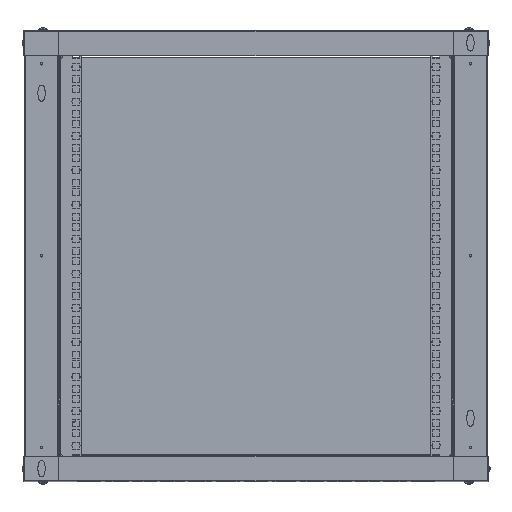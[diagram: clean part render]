
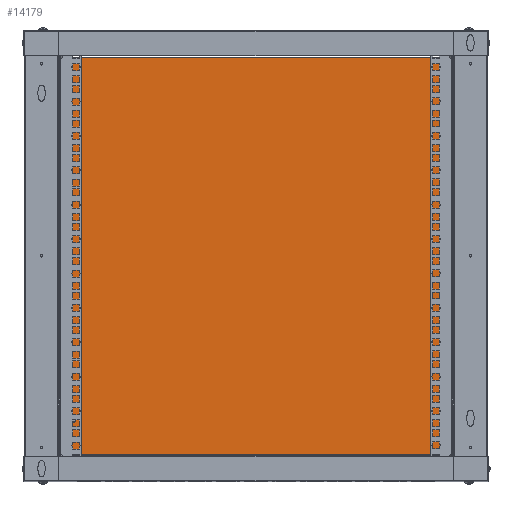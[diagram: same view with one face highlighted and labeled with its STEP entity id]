
A CAD part, top view. The second image highlights one B-rep face of the part: STEP entity #14179.
In plain terms, the highlighted face is planar.
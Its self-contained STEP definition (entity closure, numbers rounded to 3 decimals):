
#77 = DIRECTION ( 'NONE',  ( 0., 0., -1. ) ) ;
#188 = ORIENTED_EDGE ( 'NONE', *, *, #1909, .T. ) ;
#1275 = VECTOR ( 'NONE', #51000, 1000. ) ;
#1476 = VERTEX_POINT ( 'NONE', #44696 ) ;
#1550 = LINE ( 'NONE', #55904, #52373 ) ;
#1909 = EDGE_CURVE ( 'NONE', #49544, #1476, #16791, .T. ) ;
#2689 = VECTOR ( 'NONE', #17227, 1000. ) ;
#4153 = DIRECTION ( 'NONE',  ( 1., 0., 0. ) ) ;
#4466 = EDGE_LOOP ( 'NONE', ( #44248, #5776, #8792, #188, #56448, #32058, #40198, #13988, #26509, #49705, #28044, #24767 ) ) ;
#5141 = VERTEX_POINT ( 'NONE', #53149 ) ;
#5337 = VECTOR ( 'NONE', #36390, 1000. ) ;
#5578 = VECTOR ( 'NONE', #29059, 1000. ) ;
#5643 = DIRECTION ( 'NONE',  ( 0., 1., 0. ) ) ;
#5776 = ORIENTED_EDGE ( 'NONE', *, *, #24765, .T. ) ;
#6790 = EDGE_CURVE ( 'NONE', #53225, #15066, #49009, .T. ) ;
#7510 = LINE ( 'NONE', #43115, #35870 ) ;
#8752 = DIRECTION ( 'NONE',  ( 1., 0., 0. ) ) ;
#8792 = ORIENTED_EDGE ( 'NONE', *, *, #51942, .T. ) ;
#9269 = VECTOR ( 'NONE', #29921, 1000. ) ;
#9718 = AXIS2_PLACEMENT_3D ( 'NONE', #43678, #39100, #30158 ) ;
#11163 = VERTEX_POINT ( 'NONE', #28623 ) ;
#11476 = DIRECTION ( 'NONE',  ( 0., 0., -1. ) ) ;
#11639 = EDGE_LOOP ( 'NONE', ( #49899, #22677 ) ) ;
#11789 = CARTESIAN_POINT ( 'NONE',  ( -236.5, 1., 214.5 ) ) ;
#11790 = VERTEX_POINT ( 'NONE', #39658 ) ;
#11838 = VERTEX_POINT ( 'NONE', #30716 ) ;
#13653 = VERTEX_POINT ( 'NONE', #48367 ) ;
#13988 = ORIENTED_EDGE ( 'NONE', *, *, #36451, .T. ) ;
#14179 = ADVANCED_FACE ( 'NONE', ( #28223, #50598, #26715 ), #53725, .F. ) ;
#14599 = EDGE_CURVE ( 'NONE', #11838, #21773, #28945, .T. ) ;
#14666 = VECTOR ( 'NONE', #18743, 1000. ) ;
#15066 = VERTEX_POINT ( 'NONE', #45247 ) ;
#15358 = EDGE_CURVE ( 'NONE', #18136, #61854, #51941, .T. ) ;
#15514 = CARTESIAN_POINT ( 'NONE',  ( -285.5, 1., -231.5 ) ) ;
#15662 = CARTESIAN_POINT ( 'NONE',  ( -295.5, 1., -231.5 ) ) ;
#16120 = AXIS2_PLACEMENT_3D ( 'NONE', #22198, #50994, #51204 ) ;
#16429 = DIRECTION ( 'NONE',  ( 0., 0., -1. ) ) ;
#16640 = CARTESIAN_POINT ( 'NONE',  ( 252.5, 1., 0. ) ) ;
#16791 = LINE ( 'NONE', #38009, #5578 ) ;
#16880 = CIRCLE ( 'NONE', #36809, 9.5 ) ;
#17227 = DIRECTION ( 'NONE',  ( 0., 0., 1. ) ) ;
#18136 = VERTEX_POINT ( 'NONE', #48779 ) ;
#18743 = DIRECTION ( 'NONE',  ( 0., 0., -1. ) ) ;
#19215 = VERTEX_POINT ( 'NONE', #23425 ) ;
#19519 = LINE ( 'NONE', #37227, #5337 ) ;
#20664 = EDGE_CURVE ( 'NONE', #32658, #11163, #30904, .T. ) ;
#20717 = CIRCLE ( 'NONE', #24591, 3. ) ;
#21773 = VERTEX_POINT ( 'NONE', #49280 ) ;
#22198 = CARTESIAN_POINT ( 'NONE',  ( 252.5, 1., 0. ) ) ;
#22590 = ORIENTED_EDGE ( 'NONE', *, *, #28916, .T. ) ;
#22677 = ORIENTED_EDGE ( 'NONE', *, *, #6790, .F. ) ;
#23180 = ORIENTED_EDGE ( 'NONE', *, *, #14599, .T. ) ;
#23240 = VECTOR ( 'NONE', #11476, 1000. ) ;
#23425 = CARTESIAN_POINT ( 'NONE',  ( -296.5, 1., 256.5 ) ) ;
#24032 = VERTEX_POINT ( 'NONE', #44028 ) ;
#24591 = AXIS2_PLACEMENT_3D ( 'NONE', #43568, #5643, #43775 ) ;
#24765 = EDGE_CURVE ( 'NONE', #61854, #13653, #39361, .T. ) ;
#24767 = ORIENTED_EDGE ( 'NONE', *, *, #33062, .F. ) ;
#26000 = VECTOR ( 'NONE', #27451, 1000. ) ;
#26012 = DIRECTION ( 'NONE',  ( 0., -1., 0. ) ) ;
#26069 = EDGE_LOOP ( 'NONE', ( #22590, #23180 ) ) ;
#26509 = ORIENTED_EDGE ( 'NONE', *, *, #32011, .T. ) ;
#26715 = FACE_OUTER_BOUND ( 'NONE', #4466, .T. ) ;
#27451 = DIRECTION ( 'NONE',  ( -1., 0., 0. ) ) ;
#27842 = CARTESIAN_POINT ( 'NONE',  ( 296.5, 1., 256.5 ) ) ;
#28044 = ORIENTED_EDGE ( 'NONE', *, *, #57949, .T. ) ;
#28223 = FACE_BOUND ( 'NONE', #26069, .T. ) ;
#28560 = CARTESIAN_POINT ( 'NONE',  ( -295.5, 1., -231.5 ) ) ;
#28623 = CARTESIAN_POINT ( 'NONE',  ( -285.5, 1., -231.5 ) ) ;
#28669 = EDGE_CURVE ( 'NONE', #11163, #5141, #57947, .T. ) ;
#28707 = CARTESIAN_POINT ( 'NONE',  ( -236.5, 1., 211.5 ) ) ;
#28772 = CARTESIAN_POINT ( 'NONE',  ( -285.5, 1., -231.5 ) ) ;
#28823 = VECTOR ( 'NONE', #8752, 1000. ) ;
#28916 = EDGE_CURVE ( 'NONE', #21773, #11838, #16880, .T. ) ;
#28945 = CIRCLE ( 'NONE', #16120, 9.5 ) ;
#29059 = DIRECTION ( 'NONE',  ( 0., 0., -1. ) ) ;
#29921 = DIRECTION ( 'NONE',  ( 1., 0., 0. ) ) ;
#30158 = DIRECTION ( 'NONE',  ( 0., 0., -1. ) ) ;
#30716 = CARTESIAN_POINT ( 'NONE',  ( 252.5, 1., 9.5 ) ) ;
#30904 = LINE ( 'NONE', #15514, #9269 ) ;
#32011 = EDGE_CURVE ( 'NONE', #44056, #24032, #38672, .T. ) ;
#32054 = EDGE_CURVE ( 'NONE', #15066, #53225, #20717, .T. ) ;
#32058 = ORIENTED_EDGE ( 'NONE', *, *, #28669, .F. ) ;
#32534 = CARTESIAN_POINT ( 'NONE',  ( -285.5, 1., 231.5 ) ) ;
#32658 = VERTEX_POINT ( 'NONE', #28560 ) ;
#33062 = EDGE_CURVE ( 'NONE', #18136, #11790, #57956, .T. ) ;
#34390 = EDGE_CURVE ( 'NONE', #24032, #19215, #39805, .T. ) ;
#35870 = VECTOR ( 'NONE', #52587, 1000. ) ;
#36390 = DIRECTION ( 'NONE',  ( 1., 0., 0. ) ) ;
#36451 = EDGE_CURVE ( 'NONE', #32658, #44056, #37386, .T. ) ;
#36809 = AXIS2_PLACEMENT_3D ( 'NONE', #16640, #26012, #16429 ) ;
#36812 = CARTESIAN_POINT ( 'NONE',  ( -295.5, 1., -256.5 ) ) ;
#36813 = CARTESIAN_POINT ( 'NONE',  ( 296.5, 1., -256.5 ) ) ;
#37227 = CARTESIAN_POINT ( 'NONE',  ( 296.5, 1., 256.5 ) ) ;
#37386 = LINE ( 'NONE', #15662, #23240 ) ;
#38009 = CARTESIAN_POINT ( 'NONE',  ( 296.5, 1., -256.5 ) ) ;
#38669 = DIRECTION ( 'NONE',  ( 0., 1., 0. ) ) ;
#38672 = LINE ( 'NONE', #36813, #26000 ) ;
#39100 = DIRECTION ( 'NONE',  ( 0., -1., 0. ) ) ;
#39361 = LINE ( 'NONE', #50162, #1275 ) ;
#39658 = CARTESIAN_POINT ( 'NONE',  ( -295.5, 1., 256.5 ) ) ;
#39805 = LINE ( 'NONE', #47361, #43497 ) ;
#40198 = ORIENTED_EDGE ( 'NONE', *, *, #20664, .F. ) ;
#40481 = CARTESIAN_POINT ( 'NONE',  ( -285.5, 1., 231.5 ) ) ;
#43115 = CARTESIAN_POINT ( 'NONE',  ( 296.5, 1., -256.5 ) ) ;
#43497 = VECTOR ( 'NONE', #47157, 1000. ) ;
#43568 = CARTESIAN_POINT ( 'NONE',  ( -236.5, 1., 211.5 ) ) ;
#43678 = CARTESIAN_POINT ( 'NONE',  ( 0., 1., 0. ) ) ;
#43775 = DIRECTION ( 'NONE',  ( 0., 0., -1. ) ) ;
#44028 = CARTESIAN_POINT ( 'NONE',  ( -296.5, 1., -256.5 ) ) ;
#44056 = VERTEX_POINT ( 'NONE', #36812 ) ;
#44248 = ORIENTED_EDGE ( 'NONE', *, *, #15358, .T. ) ;
#44696 = CARTESIAN_POINT ( 'NONE',  ( 296.5, 1., -256.5 ) ) ;
#45247 = CARTESIAN_POINT ( 'NONE',  ( -236.5, 1., 208.5 ) ) ;
#46492 = AXIS2_PLACEMENT_3D ( 'NONE', #28707, #38669, #77 ) ;
#47157 = DIRECTION ( 'NONE',  ( 0., 0., 1. ) ) ;
#47361 = CARTESIAN_POINT ( 'NONE',  ( -296.5, 1., -256.5 ) ) ;
#48367 = CARTESIAN_POINT ( 'NONE',  ( -285.5, 1., 256.5 ) ) ;
#48779 = CARTESIAN_POINT ( 'NONE',  ( -295.5, 1., 231.5 ) ) ;
#49009 = CIRCLE ( 'NONE', #46492, 3. ) ;
#49280 = CARTESIAN_POINT ( 'NONE',  ( 252.5, 1., -9.5 ) ) ;
#49544 = VERTEX_POINT ( 'NONE', #27842 ) ;
#49705 = ORIENTED_EDGE ( 'NONE', *, *, #34390, .T. ) ;
#49899 = ORIENTED_EDGE ( 'NONE', *, *, #32054, .F. ) ;
#49971 = CARTESIAN_POINT ( 'NONE',  ( -295.5, 1., 231.5 ) ) ;
#50162 = CARTESIAN_POINT ( 'NONE',  ( -285.5, 1., 231.5 ) ) ;
#50598 = FACE_BOUND ( 'NONE', #11639, .T. ) ;
#50994 = DIRECTION ( 'NONE',  ( 0., -1., 0. ) ) ;
#51000 = DIRECTION ( 'NONE',  ( 0., 0., 1. ) ) ;
#51204 = DIRECTION ( 'NONE',  ( 0., 0., -1. ) ) ;
#51941 = LINE ( 'NONE', #32534, #28823 ) ;
#51942 = EDGE_CURVE ( 'NONE', #13653, #49544, #19519, .T. ) ;
#52373 = VECTOR ( 'NONE', #4153, 1000. ) ;
#52587 = DIRECTION ( 'NONE',  ( -1., 0., 0. ) ) ;
#53149 = CARTESIAN_POINT ( 'NONE',  ( -285.5, 1., -256.5 ) ) ;
#53225 = VERTEX_POINT ( 'NONE', #11789 ) ;
#53725 = PLANE ( 'NONE',  #9718 ) ;
#55904 = CARTESIAN_POINT ( 'NONE',  ( 296.5, 1., 256.5 ) ) ;
#56448 = ORIENTED_EDGE ( 'NONE', *, *, #58881, .T. ) ;
#57947 = LINE ( 'NONE', #28772, #14666 ) ;
#57949 = EDGE_CURVE ( 'NONE', #19215, #11790, #1550, .T. ) ;
#57956 = LINE ( 'NONE', #49971, #2689 ) ;
#58881 = EDGE_CURVE ( 'NONE', #1476, #5141, #7510, .T. ) ;
#61854 = VERTEX_POINT ( 'NONE', #40481 ) ;
